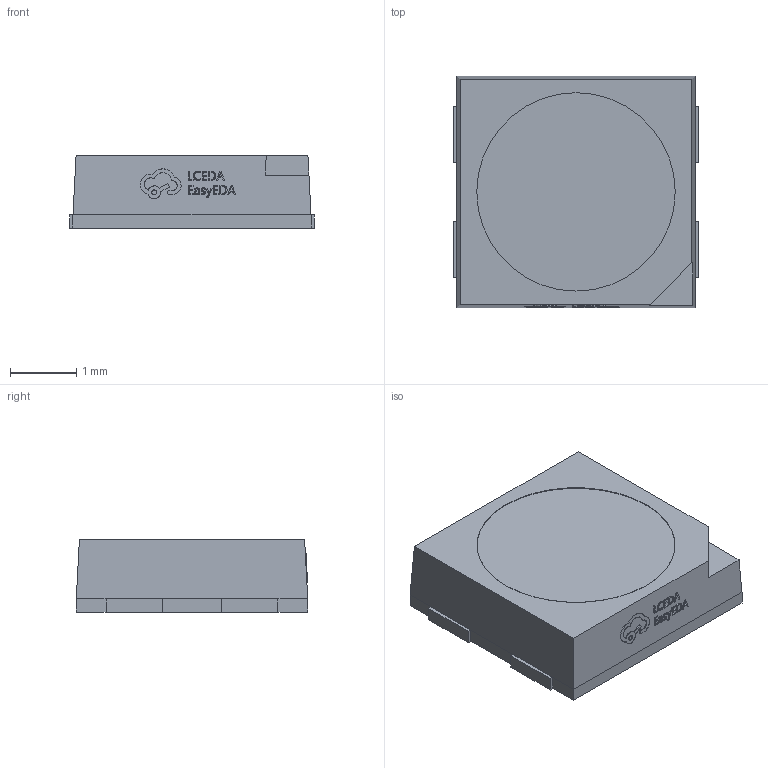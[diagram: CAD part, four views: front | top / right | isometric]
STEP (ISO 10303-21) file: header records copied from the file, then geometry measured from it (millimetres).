
FILE_DESCRIPTION (( 'STEP AP214' ), '1' );
FILE_NAME ('LED-SMD_4P-L3.7-W3.5-SK6812SMINI-001.STEP', '2023-11-08T13:08:26', ( '' ), ( '' ), 'SwSTEP 2.0', 'SolidWorks 2020', '' );
FILE_SCHEMA (( 'AUTOMOTIVE_DESIGN' ));
Length unit declared in the file: millimetre
Products named in the file (1): LED-SMD_4P-L3.7-W3.5-SK6812SMINI-001
Bounding box: 3.7 x 3.5 x 1.11 mm (x, y, z)
Surface area: 65 mm2
Topology: 2 solids, 2 shells, 288 faces, 780 edges, 516 vertices
Faces by surface type: plane 182, bspline 98, cone 4, cylinder 4
Entity records: 12687 total; most frequent: CARTESIAN_POINT 2891, ORIENTED_EDGE 1560, DIRECTION 978, EDGE_CURVE 780, LINE 564, VECTOR 564, VERTEX_POINT 516, EDGE_LOOP 308
